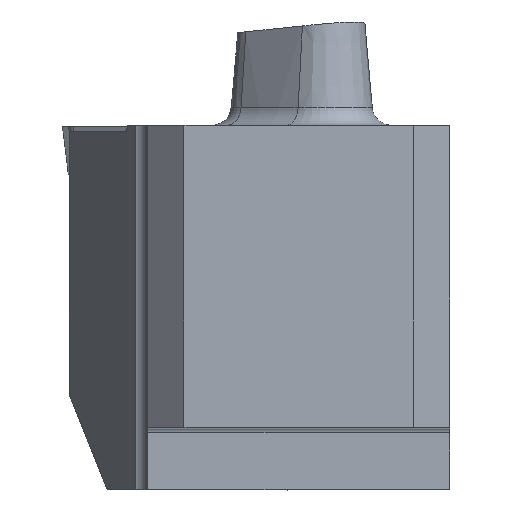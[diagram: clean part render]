
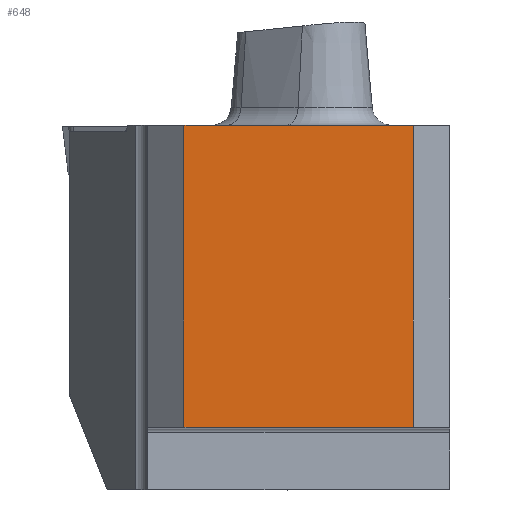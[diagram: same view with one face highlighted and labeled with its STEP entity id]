
A CAD part, top view. The second image highlights one B-rep face of the part: STEP entity #648.
In plain terms, the highlighted planar face has unit normal (0, 0, 1).
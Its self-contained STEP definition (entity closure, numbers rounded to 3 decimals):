
#189=FACE_OUTER_BOUND('',#853,.T.);
#308=LINE('',#3232,#441);
#309=LINE('',#3235,#442);
#310=LINE('',#3237,#443);
#311=LINE('',#3239,#444);
#441=VECTOR('',#2483,1.);
#442=VECTOR('',#2484,1.);
#443=VECTOR('',#2485,1.);
#444=VECTOR('',#2486,1.);
#648=ADVANCED_FACE('CU_BACK_SU1',(#189),#746,.F.);
#746=PLANE('',#2156);
#853=EDGE_LOOP('',(#1109,#1110,#1111,#1112));
#1109=ORIENTED_EDGE('',*,*,#1801,.F.);
#1110=ORIENTED_EDGE('',*,*,#1802,.T.);
#1111=ORIENTED_EDGE('',*,*,#1803,.T.);
#1112=ORIENTED_EDGE('',*,*,#1804,.F.);
#1588=VERTEX_POINT('',#3233);
#1589=VERTEX_POINT('',#3234);
#1590=VERTEX_POINT('',#3236);
#1591=VERTEX_POINT('',#3238);
#1801=EDGE_CURVE('',#1588,#1589,#308,.T.);
#1802=EDGE_CURVE('',#1588,#1590,#309,.T.);
#1803=EDGE_CURVE('',#1590,#1591,#310,.T.);
#1804=EDGE_CURVE('',#1589,#1591,#311,.T.);
#2156=AXIS2_PLACEMENT_3D('',#3240,#2487,#2488);
#2483=DIRECTION('',(0.,1.,0.));
#2484=DIRECTION('',(1.,0.,0.));
#2485=DIRECTION('',(0.,1.,0.));
#2486=DIRECTION('',(1.,0.,0.));
#2487=DIRECTION('',(0.,0.,-1.));
#2488=DIRECTION('',(-1.,0.,0.));
#3232=CARTESIAN_POINT('',(-21.925,0.,0.));
#3233=CARTESIAN_POINT('',(-21.925,0.,0.));
#3234=CARTESIAN_POINT('',(-21.925,24.925,0.));
#3235=CARTESIAN_POINT('',(-110.,0.,0.));
#3236=CARTESIAN_POINT('',(-3.,0.,0.));
#3237=CARTESIAN_POINT('',(-3.,0.,0.));
#3238=CARTESIAN_POINT('',(-3.,24.925,0.));
#3239=CARTESIAN_POINT('',(-110.,24.925,0.));
#3240=CARTESIAN_POINT('',(17.746,44.925,0.));
